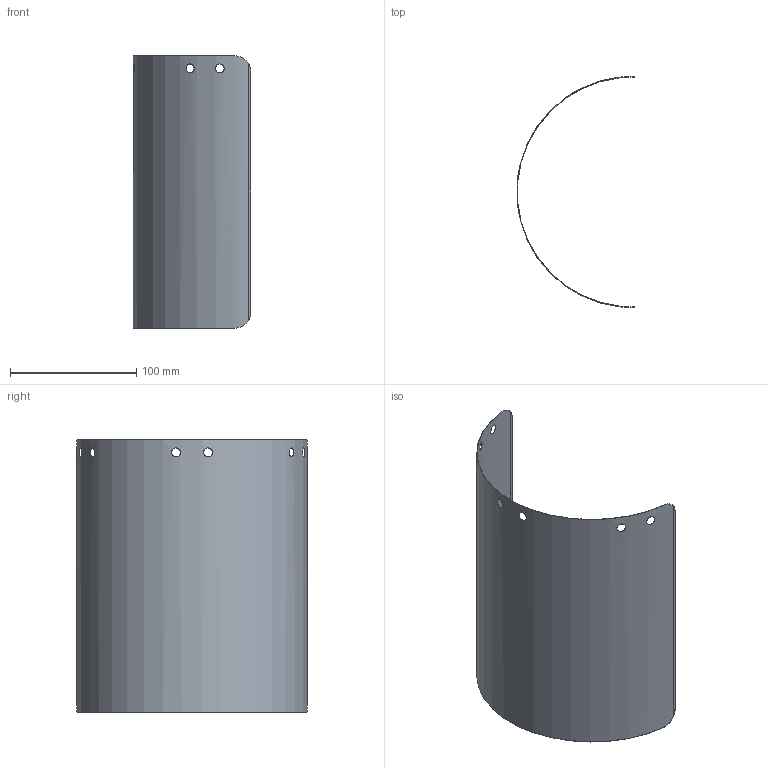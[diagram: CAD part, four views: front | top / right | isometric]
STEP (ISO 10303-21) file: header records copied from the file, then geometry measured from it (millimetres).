
FILE_DESCRIPTION(('CATIA V6 STEP','CAx-IF Rec.Pracs.--- Model Styling and Organization---1.4--- 2014-01-23'),'2;1');
FILE_NAME('128829-01 FACESHIELD PNWS R1 A.1 Released.stp','2020-04-04T19:34:53+00:00',('none'),('none'),'3DEXPERIENCE Platform3DEXPERIENCE R2017x HotFix 12','3DEXPERIENCE Platform STEP AP214','none');
FILE_SCHEMA(('AUTOMOTIVE_DESIGN { 1 0 10303 214 1 1 1 1 }'));
Length unit declared in the file: millimetre
Products named in the file (1): 3D Shape00126653
Bounding box: 93.11 x 182.9 x 216 mm (x, y, z)
Volume: 15614.3 mm3; surface area: 125196.4 mm2
Topology: 1 solids, 1 shells, 30 faces, 76 edges, 48 vertices
Faces by surface type: cylinder 14, plane 8, extrusion 4, bspline 4
Entity records: 1315 total; most frequent: CARTESIAN_POINT 671, ORIENTED_EDGE 152, EDGE_CURVE 76, DIRECTION 69, VERTEX_POINT 48, B_SPLINE_CURVE_WITH_KNOTS 47, EDGE_LOOP 42, VECTOR 33
